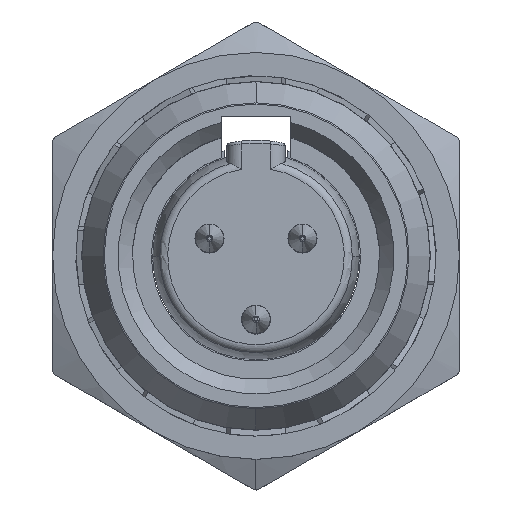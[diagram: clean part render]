
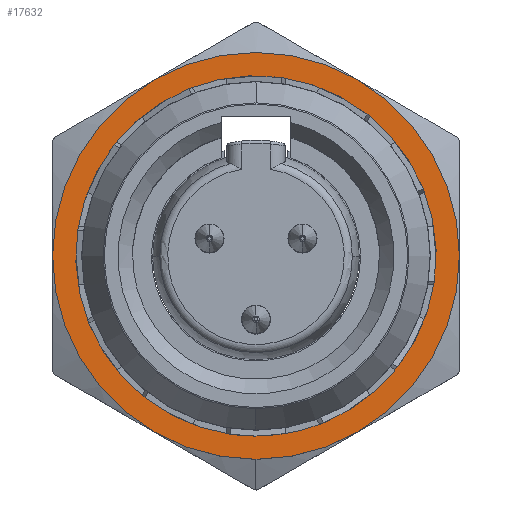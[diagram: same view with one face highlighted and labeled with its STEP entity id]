
A CAD part, top view. The second image highlights one B-rep face of the part: STEP entity #17632.
In plain terms, the highlighted planar face has unit normal (0, 0, 1).
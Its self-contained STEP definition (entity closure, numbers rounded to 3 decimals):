
#403 = CARTESIAN_POINT ( 'NONE',  ( -3.82, -4.884, 1. ) ) ;
#1390 = EDGE_CURVE ( 'NONE', #19152, #10714, #3966, .T. ) ;
#1591 = CIRCLE ( 'NONE', #18744, 6.2 ) ;
#1604 = DIRECTION ( 'NONE',  ( 0.99, -0.14, 0. ) ) ;
#1682 = ORIENTED_EDGE ( 'NONE', *, *, #12504, .T. ) ;
#1895 = EDGE_CURVE ( 'NONE', #22976, #21093, #7495, .T. ) ;
#2011 = AXIS2_PLACEMENT_3D ( 'NONE', #2033, #4869, #11275 ) ;
#2022 = CIRCLE ( 'NONE', #6398, 6.2 ) ;
#2033 = CARTESIAN_POINT ( 'NONE',  ( 0., 0., 1. ) ) ;
#2061 = DIRECTION ( 'NONE',  ( -0.927, -0.374, 0. ) ) ;
#2923 = CIRCLE ( 'NONE', #12617, 7. ) ;
#3170 = DIRECTION ( 'NONE',  ( 0., 0., -1. ) ) ;
#3561 = EDGE_CURVE ( 'NONE', #10469, #9884, #22370, .T. ) ;
#3966 = CIRCLE ( 'NONE', #10498, 6.2 ) ;
#4110 = CARTESIAN_POINT ( 'NONE',  ( -5.75, -2.319, 1. ) ) ;
#4315 = AXIS2_PLACEMENT_3D ( 'NONE', #14515, #17600, #28526 ) ;
#4564 = CARTESIAN_POINT ( 'NONE',  ( 0., 0., 1. ) ) ;
#4869 = DIRECTION ( 'NONE',  ( 0., 0., -1. ) ) ;
#5116 = DIRECTION ( 'NONE',  ( 0.788, -0.616, 0. ) ) ;
#5389 = ORIENTED_EDGE ( 'NONE', *, *, #16740, .T. ) ;
#5477 = DIRECTION ( 'NONE',  ( 0.616, 0.788, 0. ) ) ;
#5538 = EDGE_CURVE ( 'NONE', #7494, #16430, #2923, .T. ) ;
#5619 = CARTESIAN_POINT ( 'NONE',  ( 5.75, 2.319, 1. ) ) ;
#5925 = DIRECTION ( 'NONE',  ( -0.788, 0.616, 0. ) ) ;
#5969 = EDGE_CURVE ( 'NONE', #32111, #10469, #1591, .T. ) ;
#6398 = AXIS2_PLACEMENT_3D ( 'NONE', #11218, #33683, #5925 ) ;
#6560 = EDGE_CURVE ( 'NONE', #15972, #32608, #19389, .T. ) ;
#6683 = ORIENTED_EDGE ( 'NONE', *, *, #34681, .T. ) ;
#6717 = ORIENTED_EDGE ( 'NONE', *, *, #32459, .T. ) ;
#7061 = CARTESIAN_POINT ( 'NONE',  ( -2.319, 5.75, 1. ) ) ;
#7163 = ORIENTED_EDGE ( 'NONE', *, *, #6560, .T. ) ;
#7478 = EDGE_CURVE ( 'NONE', #16430, #7494, #24159, .T. ) ;
#7494 = VERTEX_POINT ( 'NONE', #22193 ) ;
#7495 = CIRCLE ( 'NONE', #15626, 6.2 ) ;
#7989 = CARTESIAN_POINT ( 'NONE',  ( 0., 0., 1. ) ) ;
#8075 = VERTEX_POINT ( 'NONE', #17366 ) ;
#8490 = DIRECTION ( 'NONE',  ( 0.14, 0.99, 0. ) ) ;
#8651 = CARTESIAN_POINT ( 'NONE',  ( 0., 0., 1. ) ) ;
#8981 = DIRECTION ( 'NONE',  ( -0.14, -0.99, 0. ) ) ;
#9470 = ORIENTED_EDGE ( 'NONE', *, *, #5538, .T. ) ;
#9562 = CIRCLE ( 'NONE', #18480, 6.2 ) ;
#9884 = VERTEX_POINT ( 'NONE', #30608 ) ;
#10257 = CARTESIAN_POINT ( 'NONE',  ( 0., 0., 1. ) ) ;
#10469 = VERTEX_POINT ( 'NONE', #5619 ) ;
#10498 = AXIS2_PLACEMENT_3D ( 'NONE', #14244, #14702, #8981 ) ;
#10704 = DIRECTION ( 'NONE',  ( 0., 0., -1. ) ) ;
#10714 = VERTEX_POINT ( 'NONE', #403 ) ;
#10909 = DIRECTION ( 'NONE',  ( 0., 0., 1. ) ) ;
#10932 = EDGE_CURVE ( 'NONE', #9884, #15972, #32871, .T. ) ;
#11151 = DIRECTION ( 'NONE',  ( 0., 0., -1. ) ) ;
#11218 = CARTESIAN_POINT ( 'NONE',  ( 0., 0., 1. ) ) ;
#11275 = DIRECTION ( 'NONE',  ( -0.374, 0.927, 0. ) ) ;
#11476 = DIRECTION ( 'NONE',  ( 0., -1., 0. ) ) ;
#11550 = FACE_BOUND ( 'NONE', #23478, .T. ) ;
#11779 = CIRCLE ( 'NONE', #2011, 6.2 ) ;
#11993 = CARTESIAN_POINT ( 'NONE',  ( 0., 0., 1. ) ) ;
#12504 = EDGE_CURVE ( 'NONE', #21093, #34870, #2022, .T. ) ;
#12617 = AXIS2_PLACEMENT_3D ( 'NONE', #11993, #20107, #28345 ) ;
#13062 = DIRECTION ( 'NONE',  ( 0., 0., -1. ) ) ;
#13182 = ORIENTED_EDGE ( 'NONE', *, *, #1895, .T. ) ;
#13255 = VERTEX_POINT ( 'NONE', #36144 ) ;
#13752 = AXIS2_PLACEMENT_3D ( 'NONE', #16075, #35734, #2061 ) ;
#13975 = CIRCLE ( 'NONE', #19037, 6.2 ) ;
#14113 = ORIENTED_EDGE ( 'NONE', *, *, #16682, .T. ) ;
#14154 = ORIENTED_EDGE ( 'NONE', *, *, #3561, .T. ) ;
#14244 = CARTESIAN_POINT ( 'NONE',  ( 0., 0., 1. ) ) ;
#14515 = CARTESIAN_POINT ( 'NONE',  ( 0., 0., 1. ) ) ;
#14611 = CIRCLE ( 'NONE', #13752, 6.2 ) ;
#14702 = DIRECTION ( 'NONE',  ( 0., 0., -1. ) ) ;
#14941 = DIRECTION ( 'NONE',  ( 0.927, 0.374, 0. ) ) ;
#15136 = ORIENTED_EDGE ( 'NONE', *, *, #7478, .T. ) ;
#15488 = ORIENTED_EDGE ( 'NONE', *, *, #34364, .T. ) ;
#15626 = AXIS2_PLACEMENT_3D ( 'NONE', #10257, #13062, #18703 ) ;
#15972 = VERTEX_POINT ( 'NONE', #34094 ) ;
#16075 = CARTESIAN_POINT ( 'NONE',  ( 0., 0., 1. ) ) ;
#16430 = VERTEX_POINT ( 'NONE', #20504 ) ;
#16580 = CARTESIAN_POINT ( 'NONE',  ( -0.866, -6.139, 1. ) ) ;
#16682 = EDGE_CURVE ( 'NONE', #8075, #19152, #25628, .T. ) ;
#16740 = EDGE_CURVE ( 'NONE', #22750, #22976, #14611, .T. ) ;
#17241 = DIRECTION ( 'NONE',  ( 0., 0., 1. ) ) ;
#17366 = CARTESIAN_POINT ( 'NONE',  ( 0., -6.2, 1. ) ) ;
#17443 = DIRECTION ( 'NONE',  ( 0., 0., -1. ) ) ;
#17600 = DIRECTION ( 'NONE',  ( 0., 0., -1. ) ) ;
#17632 = ADVANCED_FACE ( 'NONE', ( #36146, #11550 ), #30611, .T. ) ;
#18195 = CARTESIAN_POINT ( 'NONE',  ( -6.139, 0.866, 1. ) ) ;
#18480 = AXIS2_PLACEMENT_3D ( 'NONE', #19972, #34109, #26695 ) ;
#18703 = DIRECTION ( 'NONE',  ( -0.99, 0.14, 0. ) ) ;
#18744 = AXIS2_PLACEMENT_3D ( 'NONE', #34088, #28051, #5477 ) ;
#19037 = AXIS2_PLACEMENT_3D ( 'NONE', #19646, #3170, #8490 ) ;
#19152 = VERTEX_POINT ( 'NONE', #16580 ) ;
#19384 = EDGE_LOOP ( 'NONE', ( #15136, #9470 ) ) ;
#19389 = CIRCLE ( 'NONE', #22324, 6.2 ) ;
#19646 = CARTESIAN_POINT ( 'NONE',  ( 0., 0., 1. ) ) ;
#19784 = AXIS2_PLACEMENT_3D ( 'NONE', #4564, #35174, #1604 ) ;
#19966 = ORIENTED_EDGE ( 'NONE', *, *, #23706, .T. ) ;
#19972 = CARTESIAN_POINT ( 'NONE',  ( 0., 0., 1. ) ) ;
#20107 = DIRECTION ( 'NONE',  ( 0., 0., 1. ) ) ;
#20504 = CARTESIAN_POINT ( 'NONE',  ( 0., 7., 1. ) ) ;
#20925 = CARTESIAN_POINT ( 'NONE',  ( -4.884, 3.82, 1. ) ) ;
#21093 = VERTEX_POINT ( 'NONE', #20925 ) ;
#21967 = CARTESIAN_POINT ( 'NONE',  ( 3.82, 4.884, 1. ) ) ;
#22111 = AXIS2_PLACEMENT_3D ( 'NONE', #25260, #10909, #27959 ) ;
#22193 = CARTESIAN_POINT ( 'NONE',  ( 0., -7., 1. ) ) ;
#22324 = AXIS2_PLACEMENT_3D ( 'NONE', #36327, #11151, #5116 ) ;
#22370 = CIRCLE ( 'NONE', #29768, 6.2 ) ;
#22750 = VERTEX_POINT ( 'NONE', #4110 ) ;
#22976 = VERTEX_POINT ( 'NONE', #18195 ) ;
#23322 = CARTESIAN_POINT ( 'NONE',  ( 0., 0., 1. ) ) ;
#23478 = EDGE_LOOP ( 'NONE', ( #7163, #6683, #14113, #28935, #6717, #5389, #13182, #1682, #15488, #19966, #32432, #14154, #26498 ) ) ;
#23706 = EDGE_CURVE ( 'NONE', #13255, #32111, #13975, .T. ) ;
#23966 = CARTESIAN_POINT ( 'NONE',  ( 2.319, -5.75, 1. ) ) ;
#24159 = CIRCLE ( 'NONE', #22111, 7. ) ;
#24561 = AXIS2_PLACEMENT_3D ( 'NONE', #7989, #10704, #27388 ) ;
#25260 = CARTESIAN_POINT ( 'NONE',  ( 0., 0., 1. ) ) ;
#25628 = CIRCLE ( 'NONE', #24561, 6.2 ) ;
#26498 = ORIENTED_EDGE ( 'NONE', *, *, #10932, .T. ) ;
#26695 = DIRECTION ( 'NONE',  ( 0.374, -0.927, 0. ) ) ;
#27388 = DIRECTION ( 'NONE',  ( 0.374, -0.927, 0. ) ) ;
#27959 = DIRECTION ( 'NONE',  ( 0., 1., 0. ) ) ;
#28051 = DIRECTION ( 'NONE',  ( 0., 0., -1. ) ) ;
#28345 = DIRECTION ( 'NONE',  ( 0., -1., 0. ) ) ;
#28526 = DIRECTION ( 'NONE',  ( -0.616, -0.788, 0. ) ) ;
#28935 = ORIENTED_EDGE ( 'NONE', *, *, #1390, .T. ) ;
#29768 = AXIS2_PLACEMENT_3D ( 'NONE', #23322, #17443, #14941 ) ;
#30608 = CARTESIAN_POINT ( 'NONE',  ( 6.139, -0.866, 1. ) ) ;
#30611 = PLANE ( 'NONE',  #36148 ) ;
#32111 = VERTEX_POINT ( 'NONE', #21967 ) ;
#32432 = ORIENTED_EDGE ( 'NONE', *, *, #5969, .T. ) ;
#32459 = EDGE_CURVE ( 'NONE', #10714, #22750, #33861, .T. ) ;
#32608 = VERTEX_POINT ( 'NONE', #23966 ) ;
#32871 = CIRCLE ( 'NONE', #19784, 6.2 ) ;
#33683 = DIRECTION ( 'NONE',  ( 0., 0., -1. ) ) ;
#33861 = CIRCLE ( 'NONE', #4315, 6.2 ) ;
#34088 = CARTESIAN_POINT ( 'NONE',  ( 0., 0., 1. ) ) ;
#34094 = CARTESIAN_POINT ( 'NONE',  ( 4.884, -3.82, 1. ) ) ;
#34109 = DIRECTION ( 'NONE',  ( 0., 0., -1. ) ) ;
#34364 = EDGE_CURVE ( 'NONE', #34870, #13255, #11779, .T. ) ;
#34681 = EDGE_CURVE ( 'NONE', #32608, #8075, #9562, .T. ) ;
#34870 = VERTEX_POINT ( 'NONE', #7061 ) ;
#35174 = DIRECTION ( 'NONE',  ( 0., 0., -1. ) ) ;
#35734 = DIRECTION ( 'NONE',  ( 0., 0., -1. ) ) ;
#36144 = CARTESIAN_POINT ( 'NONE',  ( 0.866, 6.139, 1. ) ) ;
#36146 = FACE_OUTER_BOUND ( 'NONE', #19384, .T. ) ;
#36148 = AXIS2_PLACEMENT_3D ( 'NONE', #8651, #17241, #11476 ) ;
#36327 = CARTESIAN_POINT ( 'NONE',  ( 0., 0., 1. ) ) ;
